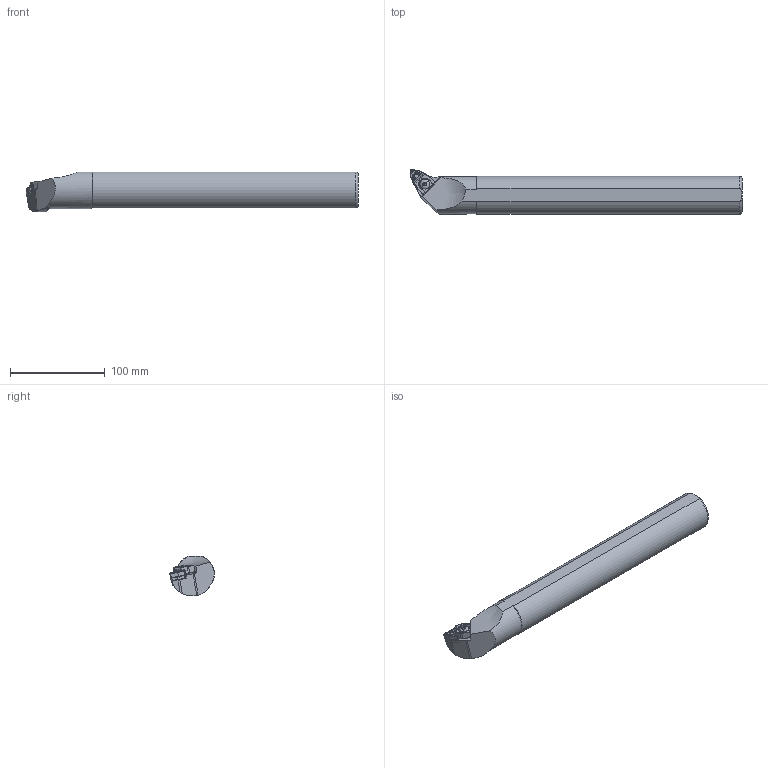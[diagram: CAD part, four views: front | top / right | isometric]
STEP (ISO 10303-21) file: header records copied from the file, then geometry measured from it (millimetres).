
FILE_DESCRIPTION (( 'STEP AP214' ), '1' );
FILE_NAME ('S40U-MWLNL-08-LIGHT.STP', '2023-10-17T17:22:10', ( '' ), ( '' ), 'SwSTEP 2.0', 'SolidWorks 2018', '' );
FILE_SCHEMA (( 'AUTOMOTIVE_DESIGN' ));
Length unit declared in the file: millimetre
Products named in the file (1): S40U-MWLNL-08-LIGHT
Bounding box: 350 x 46.99 x 42.05 mm (x, y, z)
Volume: 408414.2 mm3; surface area: 46568.5 mm2
Topology: 2 solids, 2 shells, 394 faces, 969 edges, 586 vertices
Faces by surface type: plane 123, cylinder 115, cone 59, bspline 43, torus 32, sphere 22
Entity records: 17496 total; most frequent: CARTESIAN_POINT 4275, ORIENTED_EDGE 1930, DIRECTION 1790, EDGE_CURVE 965, AXIS2_PLACEMENT_3D 696, VERTEX_POINT 586, EDGE_LOOP 411, UNCERTAINTY_MEASURE_WITH_UNIT 398
